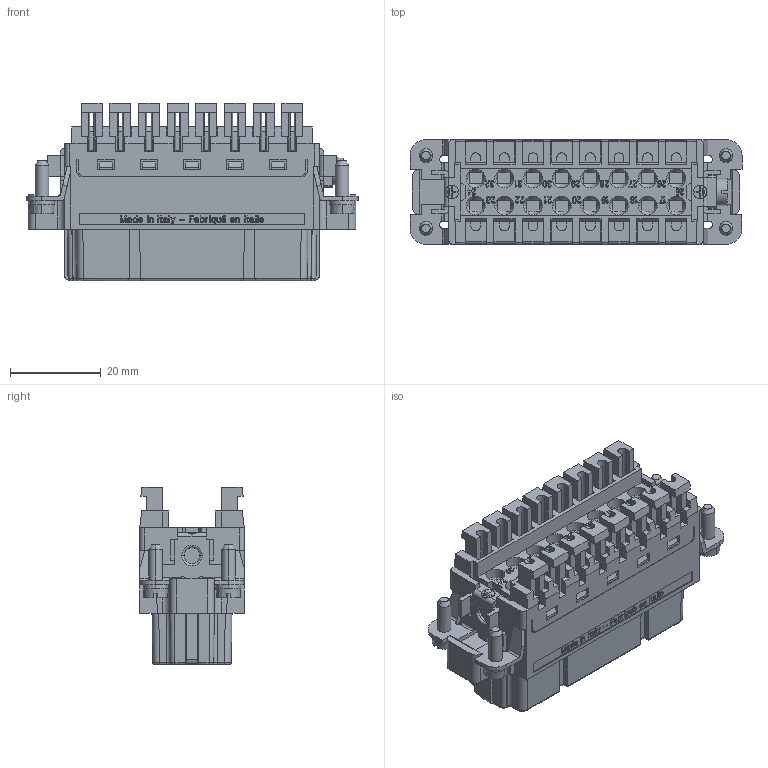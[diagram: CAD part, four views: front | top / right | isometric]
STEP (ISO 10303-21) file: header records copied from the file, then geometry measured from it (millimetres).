
FILE_DESCRIPTION(('Creo Elements/Direct Modeling STEP Export'),'2;1');
FILE_NAME('0lndrr043ao5rgf2256','2016-06-21T16:23:28',(''),(''),'PTC Creo Elements/Direct Modeling STEP processor for AP214 (Solid Model)','PTC Creo Elements/Direct Modeling 19.0B 21-Mar-2015 (C) Parametric Technology GmbH','');
FILE_SCHEMA(('AUTOMOTIVE_DESIGN { 1 0 10303 214 1 1 1 1 }'));
Products named in the file (2): CSAHF_16_N
Assembly tree (1 placements, depth 2):
  CSAHF_16_N
    CSAHF_16_N
Bounding box: 73 x 23 x 39 mm (x, y, z)
Volume: 37378 mm3; surface area: 17975.9 mm2
Topology: 1 solids, 1 shells, 1900 faces, 9394 edges, 7678 vertices
Faces by surface type: plane 1352, cylinder 374, cone 86, torus 72, bspline 16
Entity records: 120940 total; most frequent: CARTESIAN_POINT 30387, ORIENTED_EDGE 18788, DIRECTION 12814, EDGE_CURVE 9394, VECTOR 8084, LINE 8084, VERTEX_POINT 7678, AXIS2_PLACEMENT_3D 2365
